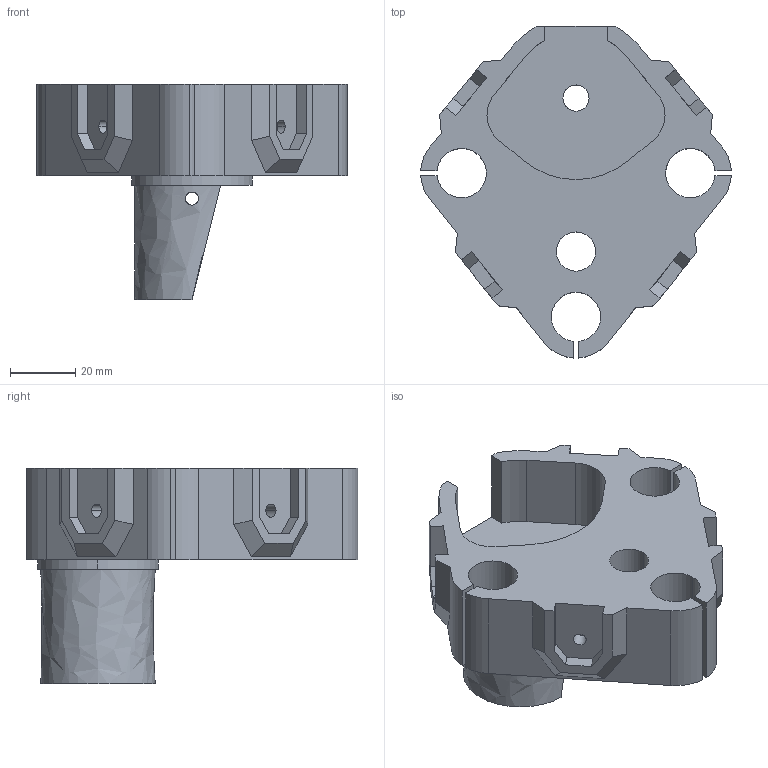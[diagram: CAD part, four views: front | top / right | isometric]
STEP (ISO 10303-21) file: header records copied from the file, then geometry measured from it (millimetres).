
FILE_DESCRIPTION (( 'STEP AP203' ), '1' );
FILE_NAME ('Mocowanie gorne B x1.STEP', '2025-04-23T19:00:43', ( '' ), ( '' ), 'SwSTEP 2.0', 'SolidWorks 2024', '' );
FILE_SCHEMA (( 'CONFIG_CONTROL_DESIGN' ));
Length unit declared in the file: millimetre
Products named in the file (1): Mocowanie gorne B x1
Bounding box: 95.06 x 101.53 x 66 mm (x, y, z)
Volume: 128084.9 mm3; surface area: 33472.2 mm2
Topology: 1 solids, 1 shells, 130 faces, 360 edges, 240 vertices
Faces by surface type: plane 79, cylinder 47, bspline 4
Entity records: 4585 total; most frequent: CARTESIAN_POINT 1117, ORIENTED_EDGE 720, DIRECTION 687, EDGE_CURVE 360, LINE 251, VECTOR 251, VERTEX_POINT 240, AXIS2_PLACEMENT_3D 218
